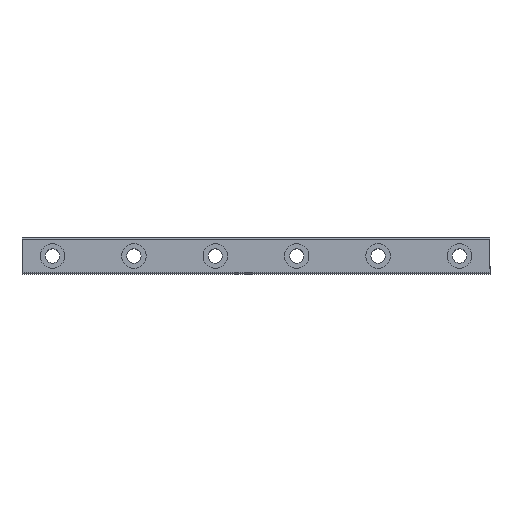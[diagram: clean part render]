
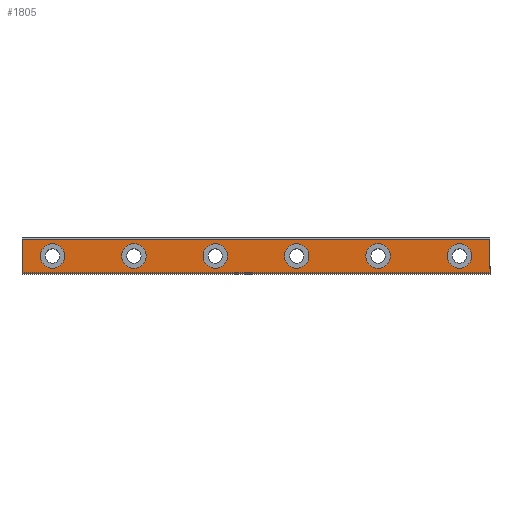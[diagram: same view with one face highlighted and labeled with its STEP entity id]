
A CAD part, top view. The second image highlights one B-rep face of the part: STEP entity #1805.
In plain terms, the highlighted planar face has unit normal (0, 0, 1).
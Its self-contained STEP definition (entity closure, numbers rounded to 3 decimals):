
#23 = FACE_OUTER_BOUND ( 'NONE', #1727, .T. ) ;
#28 = DIRECTION ( 'NONE',  ( 0., 0., -1. ) ) ;
#34 = VERTEX_POINT ( 'NONE', #45 ) ;
#35 = FACE_BOUND ( 'NONE', #2126, .T. ) ;
#45 = CARTESIAN_POINT ( 'NONE',  ( 83., 0., 6.5 ) ) ;
#54 = CARTESIAN_POINT ( 'NONE',  ( 57., 0., 6.5 ) ) ;
#79 = EDGE_CURVE ( 'NONE', #194, #1553, #1618, .T. ) ;
#177 = CARTESIAN_POINT ( 'NONE',  ( -7.5, 4.1, 6.5 ) ) ;
#194 = VERTEX_POINT ( 'NONE', #927 ) ;
#199 = EDGE_CURVE ( 'NONE', #194, #258, #2198, .T. ) ;
#227 = EDGE_CURVE ( 'NONE', #34, #2005, #351, .T. ) ;
#258 = VERTEX_POINT ( 'NONE', #1693 ) ;
#297 = DIRECTION ( 'NONE',  ( 1., 0., 0. ) ) ;
#298 = CARTESIAN_POINT ( 'NONE',  ( 37., 0., 6.5 ) ) ;
#304 = DIRECTION ( 'NONE',  ( 0., -1., 0. ) ) ;
#326 = CARTESIAN_POINT ( 'NONE',  ( 63., 0., 6.5 ) ) ;
#339 = AXIS2_PLACEMENT_3D ( 'NONE', #1252, #1196, #297 ) ;
#345 = CARTESIAN_POINT ( 'NONE',  ( 100., 0., 6.5 ) ) ;
#351 = CIRCLE ( 'NONE', #1704, 3. ) ;
#363 = DIRECTION ( 'NONE',  ( 0., 0., -1. ) ) ;
#395 = ORIENTED_EDGE ( 'NONE', *, *, #1426, .T. ) ;
#397 = DIRECTION ( 'NONE',  ( 1., 0., 0. ) ) ;
#400 = EDGE_CURVE ( 'NONE', #258, #1580, #449, .T. ) ;
#414 = CARTESIAN_POINT ( 'NONE',  ( 97., 0., 6.5 ) ) ;
#429 = CARTESIAN_POINT ( 'NONE',  ( 80., 0., 6.5 ) ) ;
#449 = LINE ( 'NONE', #841, #1851 ) ;
#455 = DIRECTION ( 'NONE',  ( 0., 0., -1. ) ) ;
#457 = ORIENTED_EDGE ( 'NONE', *, *, #1629, .T. ) ;
#475 = AXIS2_PLACEMENT_3D ( 'NONE', #345, #1258, #1762 ) ;
#512 = CARTESIAN_POINT ( 'NONE',  ( 3., 0., 6.5 ) ) ;
#566 = LINE ( 'NONE', #1106, #1274 ) ;
#577 = EDGE_LOOP ( 'NONE', ( #1194, #1113 ) ) ;
#614 = EDGE_CURVE ( 'NONE', #882, #2172, #1064, .T. ) ;
#619 = CARTESIAN_POINT ( 'NONE',  ( 107.5, -4.1, 6.5 ) ) ;
#623 = AXIS2_PLACEMENT_3D ( 'NONE', #735, #1850, #1299 ) ;
#625 = DIRECTION ( 'NONE',  ( 0., 0., -1. ) ) ;
#651 = ORIENTED_EDGE ( 'NONE', *, *, #1856, .T. ) ;
#659 = CARTESIAN_POINT ( 'NONE',  ( 103., 0., 6.5 ) ) ;
#660 = ORIENTED_EDGE ( 'NONE', *, *, #811, .T. ) ;
#667 = CARTESIAN_POINT ( 'NONE',  ( 60., 0., 6.5 ) ) ;
#700 = VERTEX_POINT ( 'NONE', #1636 ) ;
#733 = FACE_BOUND ( 'NONE', #1985, .T. ) ;
#735 = CARTESIAN_POINT ( 'NONE',  ( 0., 0., 6.5 ) ) ;
#755 = DIRECTION ( 'NONE',  ( 1., 0., 0. ) ) ;
#771 = AXIS2_PLACEMENT_3D ( 'NONE', #1478, #1136, #2183 ) ;
#787 = CARTESIAN_POINT ( 'NONE',  ( -7.5, -4.1, 6.5 ) ) ;
#811 = EDGE_CURVE ( 'NONE', #2005, #34, #1475, .T. ) ;
#814 = AXIS2_PLACEMENT_3D ( 'NONE', #1093, #1815, #909 ) ;
#817 = CARTESIAN_POINT ( 'NONE',  ( -3., 0., 6.5 ) ) ;
#818 = CIRCLE ( 'NONE', #623, 3. ) ;
#836 = EDGE_CURVE ( 'NONE', #2084, #700, #1204, .T. ) ;
#841 = CARTESIAN_POINT ( 'NONE',  ( 107.5, -4.1, 6.5 ) ) ;
#847 = VERTEX_POINT ( 'NONE', #1038 ) ;
#880 = VECTOR ( 'NONE', #1969, 1000. ) ;
#882 = VERTEX_POINT ( 'NONE', #512 ) ;
#899 = CARTESIAN_POINT ( 'NONE',  ( 17., 0., 6.5 ) ) ;
#902 = DIRECTION ( 'NONE',  ( 1., 0., 0. ) ) ;
#909 = DIRECTION ( 'NONE',  ( 1., 0., 0. ) ) ;
#923 = FACE_BOUND ( 'NONE', #577, .T. ) ;
#927 = CARTESIAN_POINT ( 'NONE',  ( -7.5, 4.1, 6.5 ) ) ;
#935 = DIRECTION ( 'NONE',  ( 1., 0., 0. ) ) ;
#943 = CIRCLE ( 'NONE', #1022, 3. ) ;
#1012 = CIRCLE ( 'NONE', #2109, 3. ) ;
#1022 = AXIS2_PLACEMENT_3D ( 'NONE', #1637, #28, #755 ) ;
#1038 = CARTESIAN_POINT ( 'NONE',  ( 23., 0., 6.5 ) ) ;
#1064 = CIRCLE ( 'NONE', #1590, 3. ) ;
#1093 = CARTESIAN_POINT ( 'NONE',  ( 20., 0., 6.5 ) ) ;
#1104 = PLANE ( 'NONE',  #771 ) ;
#1106 = CARTESIAN_POINT ( 'NONE',  ( -7.5, -4.1, 6.5 ) ) ;
#1113 = ORIENTED_EDGE ( 'NONE', *, *, #1522, .T. ) ;
#1133 = AXIS2_PLACEMENT_3D ( 'NONE', #1344, #455, #2275 ) ;
#1136 = DIRECTION ( 'NONE',  ( 0., 0., 1. ) ) ;
#1151 = ORIENTED_EDGE ( 'NONE', *, *, #1360, .T. ) ;
#1161 = VERTEX_POINT ( 'NONE', #54 ) ;
#1194 = ORIENTED_EDGE ( 'NONE', *, *, #1748, .T. ) ;
#1196 = DIRECTION ( 'NONE',  ( 0., 0., -1. ) ) ;
#1200 = DIRECTION ( 'NONE',  ( 0., 0., -1. ) ) ;
#1204 = CIRCLE ( 'NONE', #339, 3. ) ;
#1233 = ORIENTED_EDGE ( 'NONE', *, *, #199, .F. ) ;
#1252 = CARTESIAN_POINT ( 'NONE',  ( 40., 0., 6.5 ) ) ;
#1255 = VECTOR ( 'NONE', #397, 1000. ) ;
#1258 = DIRECTION ( 'NONE',  ( 0., 0., -1. ) ) ;
#1265 = FACE_BOUND ( 'NONE', #1587, .T. ) ;
#1274 = VECTOR ( 'NONE', #2025, 1000. ) ;
#1277 = EDGE_CURVE ( 'NONE', #1860, #2247, #1726, .T. ) ;
#1299 = DIRECTION ( 'NONE',  ( 1., 0., 0. ) ) ;
#1300 = CIRCLE ( 'NONE', #1376, 3. ) ;
#1342 = CIRCLE ( 'NONE', #2105, 3. ) ;
#1344 = CARTESIAN_POINT ( 'NONE',  ( 100., 0., 6.5 ) ) ;
#1360 = EDGE_CURVE ( 'NONE', #847, #1841, #1012, .T. ) ;
#1376 = AXIS2_PLACEMENT_3D ( 'NONE', #667, #1200, #1921 ) ;
#1401 = EDGE_LOOP ( 'NONE', ( #395, #2265 ) ) ;
#1426 = EDGE_CURVE ( 'NONE', #2172, #882, #818, .T. ) ;
#1428 = ORIENTED_EDGE ( 'NONE', *, *, #227, .T. ) ;
#1438 = ORIENTED_EDGE ( 'NONE', *, *, #1872, .T. ) ;
#1442 = EDGE_CURVE ( 'NONE', #1553, #1580, #566, .T. ) ;
#1475 = CIRCLE ( 'NONE', #1630, 3. ) ;
#1478 = CARTESIAN_POINT ( 'NONE',  ( -7.5, -4.1, 6.5 ) ) ;
#1522 = EDGE_CURVE ( 'NONE', #1786, #1161, #943, .T. ) ;
#1532 = CARTESIAN_POINT ( 'NONE',  ( 80., 0., 6.5 ) ) ;
#1533 = CARTESIAN_POINT ( 'NONE',  ( 77., 0., 6.5 ) ) ;
#1553 = VERTEX_POINT ( 'NONE', #787 ) ;
#1580 = VERTEX_POINT ( 'NONE', #619 ) ;
#1587 = EDGE_LOOP ( 'NONE', ( #2021, #651 ) ) ;
#1589 = CARTESIAN_POINT ( 'NONE',  ( 20., 0., 6.5 ) ) ;
#1590 = AXIS2_PLACEMENT_3D ( 'NONE', #1669, #2230, #935 ) ;
#1615 = DIRECTION ( 'NONE',  ( 0., 0., -1. ) ) ;
#1618 = LINE ( 'NONE', #177, #880 ) ;
#1629 = EDGE_CURVE ( 'NONE', #2247, #1860, #2163, .T. ) ;
#1630 = AXIS2_PLACEMENT_3D ( 'NONE', #1532, #625, #1733 ) ;
#1636 = CARTESIAN_POINT ( 'NONE',  ( 43., 0., 6.5 ) ) ;
#1637 = CARTESIAN_POINT ( 'NONE',  ( 60., 0., 6.5 ) ) ;
#1662 = DIRECTION ( 'NONE',  ( 0., 0., -1. ) ) ;
#1669 = CARTESIAN_POINT ( 'NONE',  ( 0., 0., 6.5 ) ) ;
#1693 = CARTESIAN_POINT ( 'NONE',  ( 107.5, 4.1, 6.5 ) ) ;
#1704 = AXIS2_PLACEMENT_3D ( 'NONE', #429, #1662, #2040 ) ;
#1726 = CIRCLE ( 'NONE', #475, 3. ) ;
#1727 = EDGE_LOOP ( 'NONE', ( #1997, #1233, #1887, #1807 ) ) ;
#1733 = DIRECTION ( 'NONE',  ( 1., 0., 0. ) ) ;
#1748 = EDGE_CURVE ( 'NONE', #1161, #1786, #1300, .T. ) ;
#1762 = DIRECTION ( 'NONE',  ( 1., 0., 0. ) ) ;
#1786 = VERTEX_POINT ( 'NONE', #326 ) ;
#1805 = ADVANCED_FACE ( 'NONE', ( #23, #2022, #733, #1265, #923, #2173, #35 ), #1104, .T. ) ;
#1807 = ORIENTED_EDGE ( 'NONE', *, *, #1442, .T. ) ;
#1815 = DIRECTION ( 'NONE',  ( 0., 0., -1. ) ) ;
#1841 = VERTEX_POINT ( 'NONE', #899 ) ;
#1850 = DIRECTION ( 'NONE',  ( 0., 0., -1. ) ) ;
#1851 = VECTOR ( 'NONE', #304, 1000. ) ;
#1856 = EDGE_CURVE ( 'NONE', #700, #2084, #1342, .T. ) ;
#1860 = VERTEX_POINT ( 'NONE', #414 ) ;
#1872 = EDGE_CURVE ( 'NONE', #1841, #847, #2296, .T. ) ;
#1887 = ORIENTED_EDGE ( 'NONE', *, *, #79, .T. ) ;
#1904 = ORIENTED_EDGE ( 'NONE', *, *, #1277, .T. ) ;
#1921 = DIRECTION ( 'NONE',  ( 1., 0., 0. ) ) ;
#1969 = DIRECTION ( 'NONE',  ( 0., -1., 0. ) ) ;
#1985 = EDGE_LOOP ( 'NONE', ( #1438, #1151 ) ) ;
#1997 = ORIENTED_EDGE ( 'NONE', *, *, #400, .F. ) ;
#2005 = VERTEX_POINT ( 'NONE', #1533 ) ;
#2018 = CARTESIAN_POINT ( 'NONE',  ( -7.5, 4.1, 6.5 ) ) ;
#2021 = ORIENTED_EDGE ( 'NONE', *, *, #836, .T. ) ;
#2022 = FACE_BOUND ( 'NONE', #1401, .T. ) ;
#2025 = DIRECTION ( 'NONE',  ( 1., 0., 0. ) ) ;
#2033 = DIRECTION ( 'NONE',  ( 1., 0., 0. ) ) ;
#2040 = DIRECTION ( 'NONE',  ( 1., 0., 0. ) ) ;
#2084 = VERTEX_POINT ( 'NONE', #298 ) ;
#2105 = AXIS2_PLACEMENT_3D ( 'NONE', #2212, #363, #2033 ) ;
#2109 = AXIS2_PLACEMENT_3D ( 'NONE', #1589, #1615, #902 ) ;
#2126 = EDGE_LOOP ( 'NONE', ( #1904, #457 ) ) ;
#2163 = CIRCLE ( 'NONE', #1133, 3. ) ;
#2172 = VERTEX_POINT ( 'NONE', #817 ) ;
#2173 = FACE_BOUND ( 'NONE', #2196, .T. ) ;
#2183 = DIRECTION ( 'NONE',  ( 0., -1., 0. ) ) ;
#2196 = EDGE_LOOP ( 'NONE', ( #660, #1428 ) ) ;
#2198 = LINE ( 'NONE', #2018, #1255 ) ;
#2212 = CARTESIAN_POINT ( 'NONE',  ( 40., 0., 6.5 ) ) ;
#2230 = DIRECTION ( 'NONE',  ( 0., 0., -1. ) ) ;
#2247 = VERTEX_POINT ( 'NONE', #659 ) ;
#2265 = ORIENTED_EDGE ( 'NONE', *, *, #614, .T. ) ;
#2275 = DIRECTION ( 'NONE',  ( 1., 0., 0. ) ) ;
#2296 = CIRCLE ( 'NONE', #814, 3. ) ;
